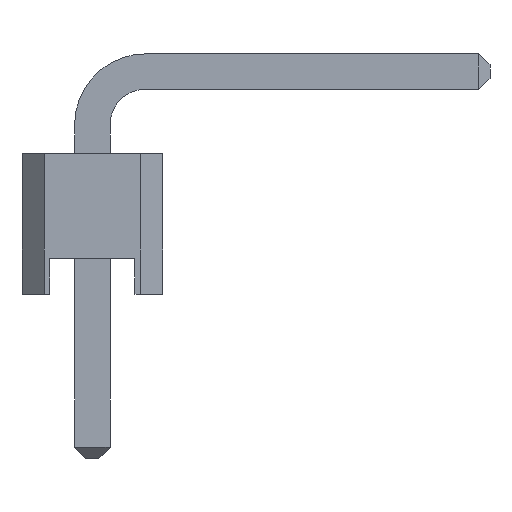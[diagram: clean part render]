
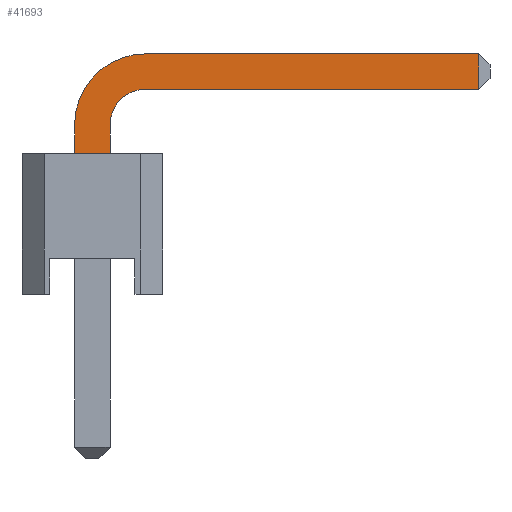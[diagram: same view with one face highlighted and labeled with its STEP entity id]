
A CAD part, front view. The second image highlights one B-rep face of the part: STEP entity #41693.
In plain terms, the highlighted planar face has unit normal (0, -1, 0).
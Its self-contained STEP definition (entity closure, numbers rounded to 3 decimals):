
#40598 = PLANE('',#40599);
#40599 = AXIS2_PLACEMENT_3D('',#40600,#40601,#40602);
#40600 = CARTESIAN_POINT('',(-1.27,1.27,5.5));
#40601 = DIRECTION('',(0.,0.,1.));
#40602 = DIRECTION('',(1.,0.,0.));
#41359 = EDGE_CURVE('',#41360,#41362,#41364,.T.);
#41360 = VERTEX_POINT('',#41361);
#41361 = CARTESIAN_POINT('',(0.32,-0.32,5.5));
#41362 = VERTEX_POINT('',#41363);
#41363 = CARTESIAN_POINT('',(-0.32,-0.32,5.5));
#41364 = SURFACE_CURVE('',#41365,(#41369,#41375),.PCURVE_S1.);
#41365 = LINE('',#41366,#41367);
#41366 = CARTESIAN_POINT('',(-0.795,-0.32,5.5));
#41367 = VECTOR('',#41368,1.);
#41368 = DIRECTION('',(-1.,0.,0.));
#41369 = PCURVE('',#40598,#41370);
#41370 = DEFINITIONAL_REPRESENTATION('',(#41371),#41374);
#41371 = B_SPLINE_CURVE_WITH_KNOTS('',1,(#41372,#41373),.UNSPECIFIED.,
  .F.,.F.,(2,2),(-1.179,-0.411),.PIECEWISE_BEZIER_KNOTS.);
#41372 = CARTESIAN_POINT('',(1.654,-1.59));
#41373 = CARTESIAN_POINT('',(0.886,-1.59));
#41374 = ( GEOMETRIC_REPRESENTATION_CONTEXT(2) 
PARAMETRIC_REPRESENTATION_CONTEXT() REPRESENTATION_CONTEXT('2D SPACE',''
  ) );
#41375 = PCURVE('',#41376,#41381);
#41376 = PLANE('',#41377);
#41377 = AXIS2_PLACEMENT_3D('',#41378,#41379,#41380);
#41378 = CARTESIAN_POINT('',(1.887,-0.32,5.194));
#41379 = DIRECTION('',(0.,1.,0.));
#41380 = DIRECTION('',(0.,0.,1.));
#41381 = DEFINITIONAL_REPRESENTATION('',(#41382),#41386);
#41382 = LINE('',#41383,#41384);
#41383 = CARTESIAN_POINT('',(0.307,-2.682));
#41384 = VECTOR('',#41385,1.);
#41385 = DIRECTION('',(0.,-1.));
#41386 = ( GEOMETRIC_REPRESENTATION_CONTEXT(2) 
PARAMETRIC_REPRESENTATION_CONTEXT() REPRESENTATION_CONTEXT('2D SPACE',''
  ) );
#41403 = PLANE('',#41404);
#41404 = AXIS2_PLACEMENT_3D('',#41405,#41406,#41407);
#41405 = CARTESIAN_POINT('',(-0.32,0.32,0.));
#41406 = DIRECTION('',(-1.,0.,0.));
#41407 = DIRECTION('',(0.,0.,1.));
#41455 = PLANE('',#41456);
#41456 = AXIS2_PLACEMENT_3D('',#41457,#41458,#41459);
#41457 = CARTESIAN_POINT('',(0.32,0.32,6.66));
#41458 = DIRECTION('',(1.,0.,0.));
#41459 = DIRECTION('',(0.,0.,-1.));
#41693 = ADVANCED_FACE('',(#41694),#41376,.F.);
#41694 = FACE_BOUND('',#41695,.F.);
#41695 = EDGE_LOOP('',(#41696,#41697,#41720,#41749,#41777,#41805,#41833,
    #41862));
#41696 = ORIENTED_EDGE('',*,*,#41359,.T.);
#41697 = ORIENTED_EDGE('',*,*,#41698,.T.);
#41698 = EDGE_CURVE('',#41362,#41699,#41701,.T.);
#41699 = VERTEX_POINT('',#41700);
#41700 = CARTESIAN_POINT('',(-0.32,-0.32,6.02));
#41701 = SURFACE_CURVE('',#41702,(#41706,#41713),.PCURVE_S1.);
#41702 = LINE('',#41703,#41704);
#41703 = CARTESIAN_POINT('',(-0.32,-0.32,0.));
#41704 = VECTOR('',#41705,1.);
#41705 = DIRECTION('',(0.,0.,1.));
#41706 = PCURVE('',#41376,#41707);
#41707 = DEFINITIONAL_REPRESENTATION('',(#41708),#41712);
#41708 = LINE('',#41709,#41710);
#41709 = CARTESIAN_POINT('',(-5.194,-2.207));
#41710 = VECTOR('',#41711,1.);
#41711 = DIRECTION('',(1.,-0.));
#41712 = ( GEOMETRIC_REPRESENTATION_CONTEXT(2) 
PARAMETRIC_REPRESENTATION_CONTEXT() REPRESENTATION_CONTEXT('2D SPACE',''
  ) );
#41713 = PCURVE('',#41403,#41714);
#41714 = DEFINITIONAL_REPRESENTATION('',(#41715),#41719);
#41715 = LINE('',#41716,#41717);
#41716 = CARTESIAN_POINT('',(0.,-0.64));
#41717 = VECTOR('',#41718,1.);
#41718 = DIRECTION('',(1.,0.));
#41719 = ( GEOMETRIC_REPRESENTATION_CONTEXT(2) 
PARAMETRIC_REPRESENTATION_CONTEXT() REPRESENTATION_CONTEXT('2D SPACE',''
  ) );
#41720 = ORIENTED_EDGE('',*,*,#41721,.T.);
#41721 = EDGE_CURVE('',#41699,#41722,#41724,.T.);
#41722 = VERTEX_POINT('',#41723);
#41723 = CARTESIAN_POINT('',(0.96,-0.32,7.3));
#41724 = SURFACE_CURVE('',#41725,(#41730,#41737),.PCURVE_S1.);
#41725 = CIRCLE('',#41726,1.28);
#41726 = AXIS2_PLACEMENT_3D('',#41727,#41728,#41729);
#41727 = CARTESIAN_POINT('',(0.96,-0.32,6.02));
#41728 = DIRECTION('',(0.,1.,0.));
#41729 = DIRECTION('',(0.,0.,-1.));
#41730 = PCURVE('',#41376,#41731);
#41731 = DEFINITIONAL_REPRESENTATION('',(#41732),#41736);
#41732 = CIRCLE('',#41733,1.28);
#41733 = AXIS2_PLACEMENT_2D('',#41734,#41735);
#41734 = CARTESIAN_POINT('',(0.827,-0.927));
#41735 = DIRECTION('',(-1.,0.));
#41736 = ( GEOMETRIC_REPRESENTATION_CONTEXT(2) 
PARAMETRIC_REPRESENTATION_CONTEXT() REPRESENTATION_CONTEXT('2D SPACE',''
  ) );
#41737 = PCURVE('',#41738,#41743);
#41738 = CYLINDRICAL_SURFACE('',#41739,1.28);
#41739 = AXIS2_PLACEMENT_3D('',#41740,#41741,#41742);
#41740 = CARTESIAN_POINT('',(0.96,0.32,6.02));
#41741 = DIRECTION('',(0.,-1.,0.));
#41742 = DIRECTION('',(-1.,0.,0.));
#41743 = DEFINITIONAL_REPRESENTATION('',(#41744),#41748);
#41744 = LINE('',#41745,#41746);
#41745 = CARTESIAN_POINT('',(1.571,0.64));
#41746 = VECTOR('',#41747,1.);
#41747 = DIRECTION('',(-1.,0.));
#41748 = ( GEOMETRIC_REPRESENTATION_CONTEXT(2) 
PARAMETRIC_REPRESENTATION_CONTEXT() REPRESENTATION_CONTEXT('2D SPACE',''
  ) );
#41749 = ORIENTED_EDGE('',*,*,#41750,.T.);
#41750 = EDGE_CURVE('',#41722,#41751,#41753,.T.);
#41751 = VERTEX_POINT('',#41752);
#41752 = CARTESIAN_POINT('',(6.98,-0.32,7.3));
#41753 = SURFACE_CURVE('',#41754,(#41758,#41765),.PCURVE_S1.);
#41754 = LINE('',#41755,#41756);
#41755 = CARTESIAN_POINT('',(-0.32,-0.32,7.3));
#41756 = VECTOR('',#41757,1.);
#41757 = DIRECTION('',(1.,0.,0.));
#41758 = PCURVE('',#41376,#41759);
#41759 = DEFINITIONAL_REPRESENTATION('',(#41760),#41764);
#41760 = LINE('',#41761,#41762);
#41761 = CARTESIAN_POINT('',(2.107,-2.207));
#41762 = VECTOR('',#41763,1.);
#41763 = DIRECTION('',(0.,1.));
#41764 = ( GEOMETRIC_REPRESENTATION_CONTEXT(2) 
PARAMETRIC_REPRESENTATION_CONTEXT() REPRESENTATION_CONTEXT('2D SPACE',''
  ) );
#41765 = PCURVE('',#41766,#41771);
#41766 = PLANE('',#41767);
#41767 = AXIS2_PLACEMENT_3D('',#41768,#41769,#41770);
#41768 = CARTESIAN_POINT('',(-0.32,0.32,7.3));
#41769 = DIRECTION('',(0.,0.,1.));
#41770 = DIRECTION('',(1.,0.,0.));
#41771 = DEFINITIONAL_REPRESENTATION('',(#41772),#41776);
#41772 = LINE('',#41773,#41774);
#41773 = CARTESIAN_POINT('',(0.,-0.64));
#41774 = VECTOR('',#41775,1.);
#41775 = DIRECTION('',(1.,0.));
#41776 = ( GEOMETRIC_REPRESENTATION_CONTEXT(2) 
PARAMETRIC_REPRESENTATION_CONTEXT() REPRESENTATION_CONTEXT('2D SPACE',''
  ) );
#41777 = ORIENTED_EDGE('',*,*,#41778,.T.);
#41778 = EDGE_CURVE('',#41751,#41779,#41781,.T.);
#41779 = VERTEX_POINT('',#41780);
#41780 = CARTESIAN_POINT('',(6.98,-0.32,6.66));
#41781 = SURFACE_CURVE('',#41782,(#41786,#41793),.PCURVE_S1.);
#41782 = LINE('',#41783,#41784);
#41783 = CARTESIAN_POINT('',(6.98,-0.32,7.1));
#41784 = VECTOR('',#41785,1.);
#41785 = DIRECTION('',(0.,0.,-1.));
#41786 = PCURVE('',#41376,#41787);
#41787 = DEFINITIONAL_REPRESENTATION('',(#41788),#41792);
#41788 = LINE('',#41789,#41790);
#41789 = CARTESIAN_POINT('',(1.907,5.094));
#41790 = VECTOR('',#41791,1.);
#41791 = DIRECTION('',(-1.,0.));
#41792 = ( GEOMETRIC_REPRESENTATION_CONTEXT(2) 
PARAMETRIC_REPRESENTATION_CONTEXT() REPRESENTATION_CONTEXT('2D SPACE',''
  ) );
#41793 = PCURVE('',#41794,#41799);
#41794 = PLANE('',#41795);
#41795 = AXIS2_PLACEMENT_3D('',#41796,#41797,#41798);
#41796 = CARTESIAN_POINT('',(7.08,-0.22,7.1));
#41797 = DIRECTION('',(-0.707,0.707,0.));
#41798 = DIRECTION('',(0.,0.,-1.));
#41799 = DEFINITIONAL_REPRESENTATION('',(#41800),#41804);
#41800 = LINE('',#41801,#41802);
#41801 = CARTESIAN_POINT('',(0.,0.141));
#41802 = VECTOR('',#41803,1.);
#41803 = DIRECTION('',(1.,0.));
#41804 = ( GEOMETRIC_REPRESENTATION_CONTEXT(2) 
PARAMETRIC_REPRESENTATION_CONTEXT() REPRESENTATION_CONTEXT('2D SPACE',''
  ) );
#41805 = ORIENTED_EDGE('',*,*,#41806,.T.);
#41806 = EDGE_CURVE('',#41779,#41807,#41809,.T.);
#41807 = VERTEX_POINT('',#41808);
#41808 = CARTESIAN_POINT('',(0.96,-0.32,6.66));
#41809 = SURFACE_CURVE('',#41810,(#41814,#41821),.PCURVE_S1.);
#41810 = LINE('',#41811,#41812);
#41811 = CARTESIAN_POINT('',(7.18,-0.32,6.66));
#41812 = VECTOR('',#41813,1.);
#41813 = DIRECTION('',(-1.,0.,0.));
#41814 = PCURVE('',#41376,#41815);
#41815 = DEFINITIONAL_REPRESENTATION('',(#41816),#41820);
#41816 = LINE('',#41817,#41818);
#41817 = CARTESIAN_POINT('',(1.467,5.294));
#41818 = VECTOR('',#41819,1.);
#41819 = DIRECTION('',(0.,-1.));
#41820 = ( GEOMETRIC_REPRESENTATION_CONTEXT(2) 
PARAMETRIC_REPRESENTATION_CONTEXT() REPRESENTATION_CONTEXT('2D SPACE',''
  ) );
#41821 = PCURVE('',#41822,#41827);
#41822 = PLANE('',#41823);
#41823 = AXIS2_PLACEMENT_3D('',#41824,#41825,#41826);
#41824 = CARTESIAN_POINT('',(7.18,0.32,6.66));
#41825 = DIRECTION('',(-0.,0.,-1.));
#41826 = DIRECTION('',(-1.,0.,0.));
#41827 = DEFINITIONAL_REPRESENTATION('',(#41828),#41832);
#41828 = LINE('',#41829,#41830);
#41829 = CARTESIAN_POINT('',(0.,-0.64));
#41830 = VECTOR('',#41831,1.);
#41831 = DIRECTION('',(1.,0.));
#41832 = ( GEOMETRIC_REPRESENTATION_CONTEXT(2) 
PARAMETRIC_REPRESENTATION_CONTEXT() REPRESENTATION_CONTEXT('2D SPACE',''
  ) );
#41833 = ORIENTED_EDGE('',*,*,#41834,.F.);
#41834 = EDGE_CURVE('',#41835,#41807,#41837,.T.);
#41835 = VERTEX_POINT('',#41836);
#41836 = CARTESIAN_POINT('',(0.32,-0.32,6.02));
#41837 = SURFACE_CURVE('',#41838,(#41843,#41850),.PCURVE_S1.);
#41838 = CIRCLE('',#41839,0.64);
#41839 = AXIS2_PLACEMENT_3D('',#41840,#41841,#41842);
#41840 = CARTESIAN_POINT('',(0.96,-0.32,6.02));
#41841 = DIRECTION('',(0.,1.,0.));
#41842 = DIRECTION('',(0.,0.,-1.));
#41843 = PCURVE('',#41376,#41844);
#41844 = DEFINITIONAL_REPRESENTATION('',(#41845),#41849);
#41845 = CIRCLE('',#41846,0.64);
#41846 = AXIS2_PLACEMENT_2D('',#41847,#41848);
#41847 = CARTESIAN_POINT('',(0.827,-0.927));
#41848 = DIRECTION('',(-1.,0.));
#41849 = ( GEOMETRIC_REPRESENTATION_CONTEXT(2) 
PARAMETRIC_REPRESENTATION_CONTEXT() REPRESENTATION_CONTEXT('2D SPACE',''
  ) );
#41850 = PCURVE('',#41851,#41856);
#41851 = CYLINDRICAL_SURFACE('',#41852,0.64);
#41852 = AXIS2_PLACEMENT_3D('',#41853,#41854,#41855);
#41853 = CARTESIAN_POINT('',(0.96,0.32,6.02));
#41854 = DIRECTION('',(0.,-1.,0.));
#41855 = DIRECTION('',(-1.,0.,0.));
#41856 = DEFINITIONAL_REPRESENTATION('',(#41857),#41861);
#41857 = LINE('',#41858,#41859);
#41858 = CARTESIAN_POINT('',(1.571,0.64));
#41859 = VECTOR('',#41860,1.);
#41860 = DIRECTION('',(-1.,0.));
#41861 = ( GEOMETRIC_REPRESENTATION_CONTEXT(2) 
PARAMETRIC_REPRESENTATION_CONTEXT() REPRESENTATION_CONTEXT('2D SPACE',''
  ) );
#41862 = ORIENTED_EDGE('',*,*,#41863,.T.);
#41863 = EDGE_CURVE('',#41835,#41360,#41864,.T.);
#41864 = SURFACE_CURVE('',#41865,(#41869,#41876),.PCURVE_S1.);
#41865 = LINE('',#41866,#41867);
#41866 = CARTESIAN_POINT('',(0.32,-0.32,6.66));
#41867 = VECTOR('',#41868,1.);
#41868 = DIRECTION('',(0.,0.,-1.));
#41869 = PCURVE('',#41376,#41870);
#41870 = DEFINITIONAL_REPRESENTATION('',(#41871),#41875);
#41871 = LINE('',#41872,#41873);
#41872 = CARTESIAN_POINT('',(1.467,-1.567));
#41873 = VECTOR('',#41874,1.);
#41874 = DIRECTION('',(-1.,0.));
#41875 = ( GEOMETRIC_REPRESENTATION_CONTEXT(2) 
PARAMETRIC_REPRESENTATION_CONTEXT() REPRESENTATION_CONTEXT('2D SPACE',''
  ) );
#41876 = PCURVE('',#41455,#41877);
#41877 = DEFINITIONAL_REPRESENTATION('',(#41878),#41882);
#41878 = LINE('',#41879,#41880);
#41879 = CARTESIAN_POINT('',(0.,-0.64));
#41880 = VECTOR('',#41881,1.);
#41881 = DIRECTION('',(1.,0.));
#41882 = ( GEOMETRIC_REPRESENTATION_CONTEXT(2) 
PARAMETRIC_REPRESENTATION_CONTEXT() REPRESENTATION_CONTEXT('2D SPACE',''
  ) );
